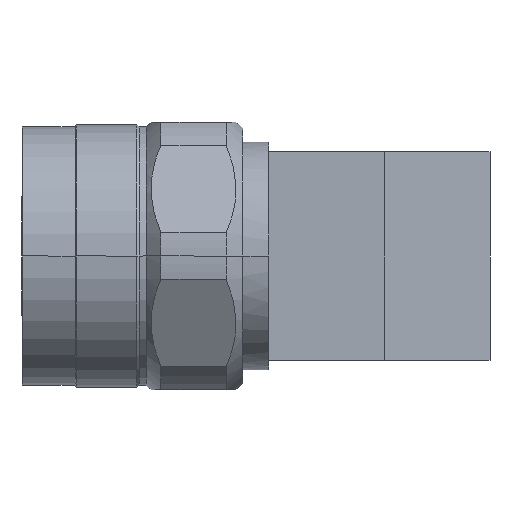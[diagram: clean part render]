
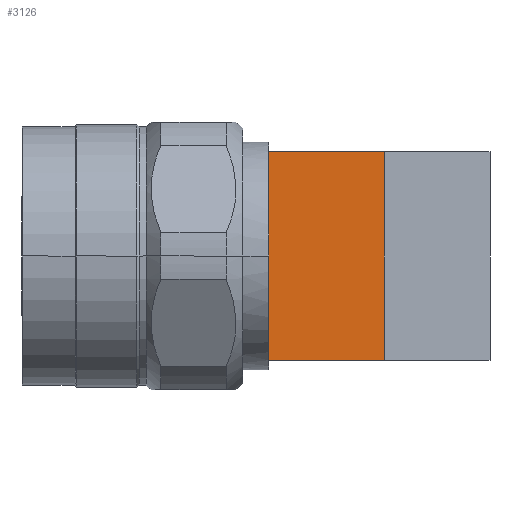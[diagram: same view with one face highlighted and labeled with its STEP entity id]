
A CAD part, left-side view. The second image highlights one B-rep face of the part: STEP entity #3126.
In plain terms, the highlighted planar face has unit normal (-1, 0, 0).
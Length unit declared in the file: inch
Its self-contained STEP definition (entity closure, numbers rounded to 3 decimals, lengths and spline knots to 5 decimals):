
#115 = VERTEX_POINT ( 'NONE', #3731 ) ;
#200 = EDGE_CURVE ( 'NONE', #1286, #2455, #2149, .T. ) ;
#204 = DIRECTION ( 'NONE',  ( 0., -1., 0. ) ) ;
#229 = VERTEX_POINT ( 'NONE', #517 ) ;
#296 = ORIENTED_EDGE ( 'NONE', *, *, #2151, .T. ) ;
#324 = ORIENTED_EDGE ( 'NONE', *, *, #3411, .T. ) ;
#341 = VECTOR ( 'NONE', #2150, 39.37008 ) ;
#455 = CARTESIAN_POINT ( 'NONE',  ( -0.31496, -0.74549, 0.31496 ) ) ;
#517 = CARTESIAN_POINT ( 'NONE',  ( -0.31496, -1.09478, -0.31496 ) ) ;
#701 = VERTEX_POINT ( 'NONE', #747 ) ;
#739 = VECTOR ( 'NONE', #204, 39.37008 ) ;
#747 = CARTESIAN_POINT ( 'NONE',  ( -0.31496, -0.74549, 0.1398 ) ) ;
#791 = DIRECTION ( 'NONE',  ( 1., 0., 0. ) ) ;
#869 = VECTOR ( 'NONE', #3287, 39.37008 ) ;
#943 = CARTESIAN_POINT ( 'NONE',  ( -0.31496, -0.74549, 0.31496 ) ) ;
#974 = EDGE_CURVE ( 'NONE', #2521, #229, #1871, .T. ) ;
#1016 = CARTESIAN_POINT ( 'NONE',  ( -0.31496, -1.09478, 0.31496 ) ) ;
#1104 = VECTOR ( 'NONE', #2396, 39.37008 ) ;
#1105 = DIRECTION ( 'NONE',  ( 0., 1., 0. ) ) ;
#1141 = EDGE_LOOP ( 'NONE', ( #2236, #324, #2840, #2939, #296, #1936 ) ) ;
#1205 = AXIS2_PLACEMENT_3D ( 'NONE', #2608, #791, #1105 ) ;
#1286 = VERTEX_POINT ( 'NONE', #455 ) ;
#1356 = CARTESIAN_POINT ( 'NONE',  ( -0.31496, -0.74549, 0.31496 ) ) ;
#1496 = LINE ( 'NONE', #943, #341 ) ;
#1750 = CARTESIAN_POINT ( 'NONE',  ( -0.31496, -0.74549, -0.31496 ) ) ;
#1871 = LINE ( 'NONE', #2690, #3593 ) ;
#1936 = ORIENTED_EDGE ( 'NONE', *, *, #2488, .T. ) ;
#1991 = LINE ( 'NONE', #3936, #1104 ) ;
#2149 = LINE ( 'NONE', #3830, #739 ) ;
#2150 = DIRECTION ( 'NONE',  ( 0., 0., -1. ) ) ;
#2151 = EDGE_CURVE ( 'NONE', #701, #115, #1496, .T. ) ;
#2236 = ORIENTED_EDGE ( 'NONE', *, *, #974, .T. ) ;
#2304 = EDGE_CURVE ( 'NONE', #1286, #701, #2757, .T. ) ;
#2371 = LINE ( 'NONE', #3836, #869 ) ;
#2396 = DIRECTION ( 'NONE',  ( 0., 0., 1. ) ) ;
#2455 = VERTEX_POINT ( 'NONE', #1016 ) ;
#2488 = EDGE_CURVE ( 'NONE', #115, #2521, #2371, .T. ) ;
#2521 = VERTEX_POINT ( 'NONE', #1750 ) ;
#2591 = PLANE ( 'NONE',  #1205 ) ;
#2608 = CARTESIAN_POINT ( 'NONE',  ( -0.31496, -0.74549, 0.31496 ) ) ;
#2690 = CARTESIAN_POINT ( 'NONE',  ( -0.31496, -0.74549, -0.31496 ) ) ;
#2757 = LINE ( 'NONE', #1356, #3479 ) ;
#2840 = ORIENTED_EDGE ( 'NONE', *, *, #200, .F. ) ;
#2939 = ORIENTED_EDGE ( 'NONE', *, *, #2304, .T. ) ;
#3126 = ADVANCED_FACE ( 'NONE', ( #3198 ), #2591, .F. ) ;
#3169 = DIRECTION ( 'NONE',  ( 0., 0., -1. ) ) ;
#3198 = FACE_OUTER_BOUND ( 'NONE', #1141, .T. ) ;
#3287 = DIRECTION ( 'NONE',  ( 0., 0., -1. ) ) ;
#3321 = DIRECTION ( 'NONE',  ( 0., -1., 0. ) ) ;
#3411 = EDGE_CURVE ( 'NONE', #229, #2455, #1991, .T. ) ;
#3479 = VECTOR ( 'NONE', #3169, 39.37008 ) ;
#3593 = VECTOR ( 'NONE', #3321, 39.37008 ) ;
#3731 = CARTESIAN_POINT ( 'NONE',  ( -0.31496, -0.74549, -0.1398 ) ) ;
#3830 = CARTESIAN_POINT ( 'NONE',  ( -0.31496, -0.74549, 0.31496 ) ) ;
#3836 = CARTESIAN_POINT ( 'NONE',  ( -0.31496, -0.74549, 0.31496 ) ) ;
#3936 = CARTESIAN_POINT ( 'NONE',  ( -0.31496, -1.09478, 0.31496 ) ) ;
